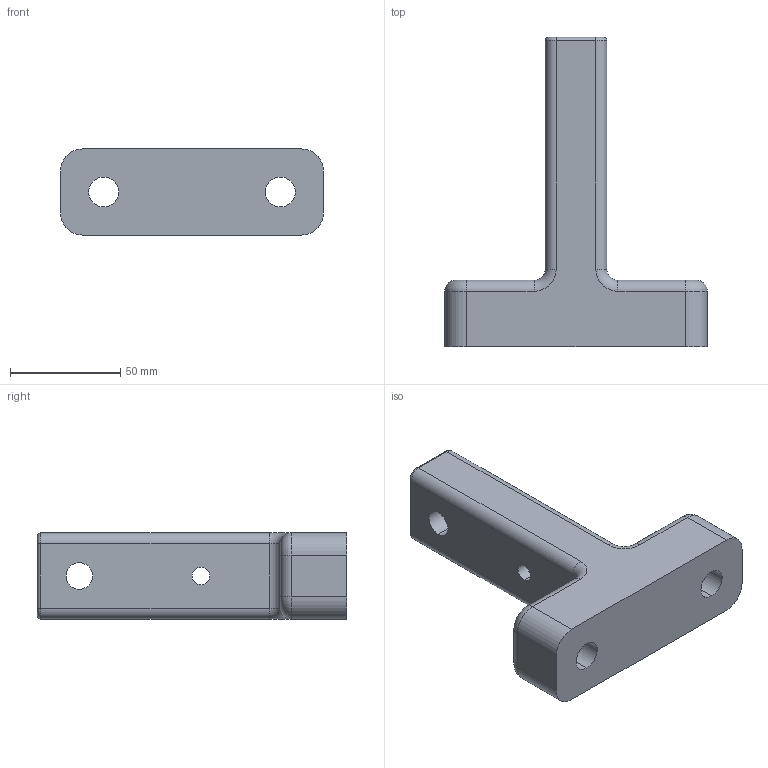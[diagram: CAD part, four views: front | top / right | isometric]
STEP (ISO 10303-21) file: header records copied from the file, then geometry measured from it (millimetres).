
FILE_DESCRIPTION (( 'STEP AP214' ), '1' );
FILE_NAME ('soporte-casco.STEP', '2024-07-24T13:45:17', ( '' ), ( '' ), 'SwSTEP 2.0', 'SolidWorks 2023', '' );
FILE_SCHEMA (( 'AUTOMOTIVE_DESIGN' ));
Length unit declared in the file: millimetre
Products named in the file (1): soporte-casco
Bounding box: 119 x 140 x 39 mm (x, y, z)
Volume: 240353.8 mm3; surface area: 34522.7 mm2
Topology: 1 solids, 1 shells, 54 faces, 128 edges, 76 vertices
Faces by surface type: cylinder 28, torus 12, plane 10, cone 4
Entity records: 1599 total; most frequent: DIRECTION 310, CARTESIAN_POINT 259, ORIENTED_EDGE 256, EDGE_CURVE 128, AXIS2_PLACEMENT_3D 127, VERTEX_POINT 76, CIRCLE 72, EDGE_LOOP 62
